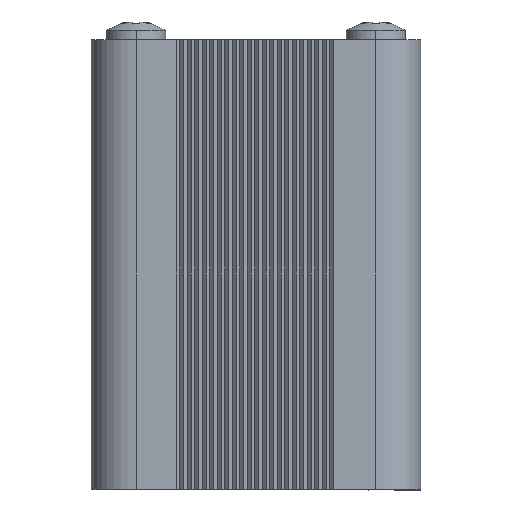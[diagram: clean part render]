
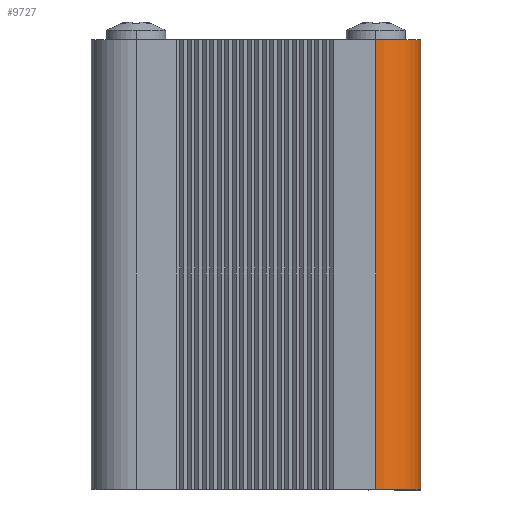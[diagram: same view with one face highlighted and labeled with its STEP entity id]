
A CAD part, top view. The second image highlights one B-rep face of the part: STEP entity #9727.
In plain terms, the highlighted cylindrical face has radius 6 mm (diameter 12 mm), a partial arc.
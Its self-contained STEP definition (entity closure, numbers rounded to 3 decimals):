
#44 = AXIS2_PLACEMENT_3D ( 'NONE', #14585, #14642, #5634 ) ;
#1074 = DIRECTION ( 'NONE',  ( 0., 0., -1. ) ) ;
#1367 = VERTEX_POINT ( 'NONE', #11829 ) ;
#1820 = DIRECTION ( 'NONE',  ( 0., -1., 0. ) ) ;
#3122 = VERTEX_POINT ( 'NONE', #12117 ) ;
#3182 = DIRECTION ( 'NONE',  ( 0., -1., 0. ) ) ;
#3488 = CARTESIAN_POINT ( 'NONE',  ( 22., 0., 40. ) ) ;
#3584 = AXIS2_PLACEMENT_3D ( 'NONE', #13187, #3182, #6380 ) ;
#3626 = CYLINDRICAL_SURFACE ( 'NONE', #44, 6. ) ;
#3940 = DIRECTION ( 'NONE',  ( 0., 1., 0. ) ) ;
#5260 = ORIENTED_EDGE ( 'NONE', *, *, #12477, .T. ) ;
#5634 = DIRECTION ( 'NONE',  ( 0., 0., -1. ) ) ;
#5728 = CARTESIAN_POINT ( 'NONE',  ( 22., 0., 40. ) ) ;
#5900 = ORIENTED_EDGE ( 'NONE', *, *, #13093, .F. ) ;
#5910 = CIRCLE ( 'NONE', #12971, 6. ) ;
#6109 = VECTOR ( 'NONE', #3940, 1000. ) ;
#6234 = CARTESIAN_POINT ( 'NONE',  ( 16., 0., 46. ) ) ;
#6380 = DIRECTION ( 'NONE',  ( 0., 0., -1. ) ) ;
#8605 = CARTESIAN_POINT ( 'NONE',  ( 16., 0., 40. ) ) ;
#9024 = EDGE_CURVE ( 'NONE', #1367, #12250, #11813, .T. ) ;
#9120 = ORIENTED_EDGE ( 'NONE', *, *, #9024, .F. ) ;
#9211 = EDGE_CURVE ( 'NONE', #9779, #3122, #13569, .T. ) ;
#9385 = EDGE_LOOP ( 'NONE', ( #5900, #10344, #5260, #9120 ) ) ;
#9727 = ADVANCED_FACE ( 'NONE', ( #12158 ), #3626, .T. ) ;
#9779 = VERTEX_POINT ( 'NONE', #5728 ) ;
#10344 = ORIENTED_EDGE ( 'NONE', *, *, #9211, .T. ) ;
#10411 = DIRECTION ( 'NONE',  ( 0., 1., 0. ) ) ;
#10543 = VECTOR ( 'NONE', #10411, 1000. ) ;
#10858 = CARTESIAN_POINT ( 'NONE',  ( 16., 60., 46. ) ) ;
#11813 = LINE ( 'NONE', #6234, #6109 ) ;
#11829 = CARTESIAN_POINT ( 'NONE',  ( 16., 0., 46. ) ) ;
#12117 = CARTESIAN_POINT ( 'NONE',  ( 22., 60., 40. ) ) ;
#12158 = FACE_OUTER_BOUND ( 'NONE', #9385, .T. ) ;
#12250 = VERTEX_POINT ( 'NONE', #10858 ) ;
#12477 = EDGE_CURVE ( 'NONE', #3122, #12250, #14596, .T. ) ;
#12971 = AXIS2_PLACEMENT_3D ( 'NONE', #8605, #1820, #1074 ) ;
#13093 = EDGE_CURVE ( 'NONE', #9779, #1367, #5910, .T. ) ;
#13187 = CARTESIAN_POINT ( 'NONE',  ( 16., 60., 40. ) ) ;
#13569 = LINE ( 'NONE', #3488, #10543 ) ;
#14585 = CARTESIAN_POINT ( 'NONE',  ( 16., 0., 40. ) ) ;
#14596 = CIRCLE ( 'NONE', #3584, 6. ) ;
#14642 = DIRECTION ( 'NONE',  ( 0., -1., 0. ) ) ;
